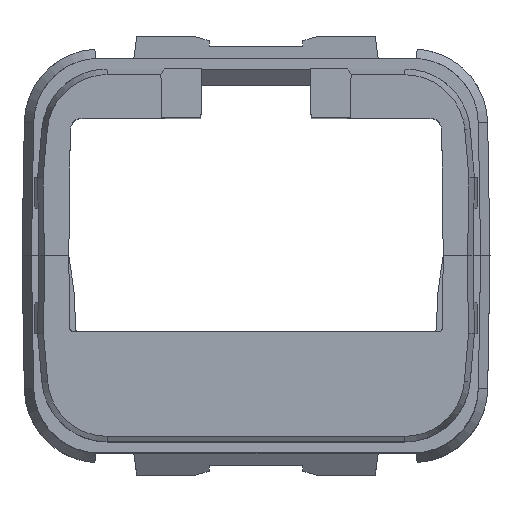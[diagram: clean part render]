
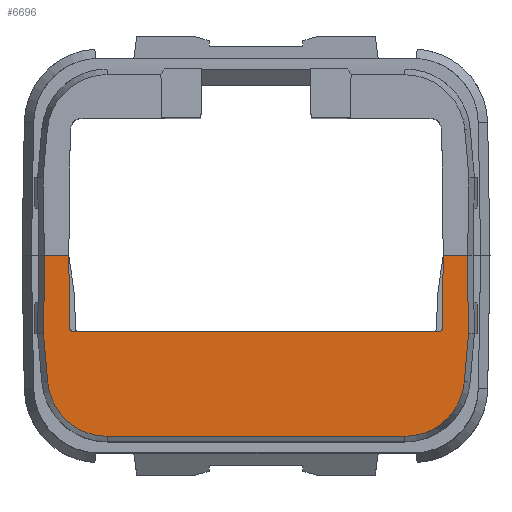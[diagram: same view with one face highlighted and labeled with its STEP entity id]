
A CAD part, top view. The second image highlights one B-rep face of the part: STEP entity #6696.
In plain terms, the highlighted planar face has unit normal (0, -0.018, 1).
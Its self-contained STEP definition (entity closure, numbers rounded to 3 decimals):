
#1614=DIRECTION('',(-0.017,-1.,-0.017));
#1615=VECTOR('',#1614,2.506);
#1616=CARTESIAN_POINT('',(-6.769,0.,4.18));
#1617=LINE('',#1616,#1615);
#1618=DIRECTION('',(1.,0.,0.));
#1619=VECTOR('',#1618,0.769);
#1620=CARTESIAN_POINT('',(-6.769,0.,4.18));
#1621=LINE('',#1620,#1619);
#1622=DIRECTION('',(-0.01,1.,0.017));
#1623=VECTOR('',#1622,2.322);
#1624=CARTESIAN_POINT('',(-5.977,-2.321,
4.139));
#1625=LINE('',#1624,#1623);
#1626=DIRECTION('',(-1.,0.,0.));
#1627=VECTOR('',#1626,11.694);
#1628=CARTESIAN_POINT('',(5.847,-2.45,4.137));
#1629=LINE('',#1628,#1627);
#1630=DIRECTION('',(-0.01,-1.,-0.017));
#1631=VECTOR('',#1630,2.322);
#1632=CARTESIAN_POINT('',(5.999,0.,4.18));
#1633=LINE('',#1632,#1631);
#1634=DIRECTION('',(1.,0.,0.));
#1635=VECTOR('',#1634,0.769);
#1636=CARTESIAN_POINT('',(5.999,0.,4.18));
#1637=LINE('',#1636,#1635);
#1638=DIRECTION('',(-0.017,1.,0.017));
#1639=VECTOR('',#1638,2.506);
#1640=CARTESIAN_POINT('',(6.813,-2.506,4.136));
#1641=LINE('',#1640,#1639);
#1642=DIRECTION('',(0.087,0.996,0.017));
#1643=VECTOR('',#1642,1.554);
#1644=CARTESIAN_POINT('',(6.677,-4.054,4.109));
#1645=LINE('',#1644,#1643);
#1646=CARTESIAN_POINT('',(4.772,-5.8,4.079));
#1647=CARTESIAN_POINT('',(4.89,-5.8,4.079));
#1648=CARTESIAN_POINT('',(5.126,-5.778,4.079));
#1649=CARTESIAN_POINT('',(5.469,-5.68,4.081));
#1650=CARTESIAN_POINT('',(5.788,-5.521,4.084));
#1651=CARTESIAN_POINT('',(6.071,-5.305,4.087));
#1652=CARTESIAN_POINT('',(6.311,-5.041,4.092));
#1653=CARTESIAN_POINT('',(6.497,-4.738,4.097));
#1654=CARTESIAN_POINT('',(6.624,-4.405,4.103));
#1655=CARTESIAN_POINT('',(6.667,-4.172,4.107));
#1656=CARTESIAN_POINT('',(6.677,-4.054,4.109));
#1658=DIRECTION('',(1.,0.,0.));
#1659=VECTOR('',#1658,9.543);
#1660=CARTESIAN_POINT('',(-4.772,-5.8,
4.079));
#1661=LINE('',#1660,#1659);
#1662=CARTESIAN_POINT('',(-6.677,-4.054,
4.109));
#1663=CARTESIAN_POINT('',(-6.667,-4.172,
4.107));
#1664=CARTESIAN_POINT('',(-6.624,-4.405,
4.103));
#1665=CARTESIAN_POINT('',(-6.497,-4.738,
4.097));
#1666=CARTESIAN_POINT('',(-6.31,-5.042,
4.092));
#1667=CARTESIAN_POINT('',(-6.071,-5.306,
4.087));
#1668=CARTESIAN_POINT('',(-5.787,-5.521,
4.084));
#1669=CARTESIAN_POINT('',(-5.468,-5.68,
4.081));
#1670=CARTESIAN_POINT('',(-5.126,-5.778,
4.079));
#1671=CARTESIAN_POINT('',(-4.89,-5.8,
4.079));
#1672=CARTESIAN_POINT('',(-4.772,-5.8,
4.079));
#1674=DIRECTION('',(0.087,-0.996,-0.017));
#1675=VECTOR('',#1674,1.554);
#1676=CARTESIAN_POINT('',(-6.813,-2.506,
4.136));
#1677=LINE('',#1676,#1675);
#3258=CARTESIAN_POINT('',(-5.847,-2.45,4.137));
#3259=CARTESIAN_POINT('',(-5.858,-2.45,4.137));
#3260=CARTESIAN_POINT('',(-5.877,-2.447,
4.137));
#3261=CARTESIAN_POINT('',(-5.909,-2.436,
4.137));
#3262=CARTESIAN_POINT('',(-5.94,-2.414,
4.138));
#3263=CARTESIAN_POINT('',(-5.963,-2.383,
4.138));
#3264=CARTESIAN_POINT('',(-5.974,-2.351,
4.139));
#3265=CARTESIAN_POINT('',(-5.977,-2.332,
4.139));
#3266=CARTESIAN_POINT('',(-5.977,-2.321,
4.139));
#3336=CARTESIAN_POINT('',(5.977,-2.321,4.139));
#3337=CARTESIAN_POINT('',(5.977,-2.332,4.139));
#3338=CARTESIAN_POINT('',(5.974,-2.351,4.139));
#3339=CARTESIAN_POINT('',(5.963,-2.383,4.138));
#3340=CARTESIAN_POINT('',(5.94,-2.414,4.138));
#3341=CARTESIAN_POINT('',(5.909,-2.436,4.137));
#3342=CARTESIAN_POINT('',(5.877,-2.447,4.137));
#3343=CARTESIAN_POINT('',(5.858,-2.45,4.137));
#3344=CARTESIAN_POINT('',(5.847,-2.45,4.137));
#4073=CARTESIAN_POINT('',(-5.977,-2.321,
4.139));
#4074=VERTEX_POINT('',#4073);
#4075=CARTESIAN_POINT('',(-5.847,-2.45,4.137));
#4076=VERTEX_POINT('',#4075);
#4077=CARTESIAN_POINT('',(5.847,-2.45,4.137));
#4078=VERTEX_POINT('',#4077);
#4079=CARTESIAN_POINT('',(5.977,-2.321,4.139));
#4080=VERTEX_POINT('',#4079);
#4081=CARTESIAN_POINT('',(5.999,0.,4.18));
#4082=VERTEX_POINT('',#4081);
#4083=CARTESIAN_POINT('',(-5.999,0.,4.18));
#4084=VERTEX_POINT('',#4083);
#4110=CARTESIAN_POINT('',(-6.769,0.,4.18));
#4112=VERTEX_POINT('',#4110);
#4113=CARTESIAN_POINT('',(-6.813,-2.506,
4.136));
#4114=VERTEX_POINT('',#4113);
#4121=CARTESIAN_POINT('',(6.677,-4.054,4.109));
#4122=CARTESIAN_POINT('',(6.813,-2.506,4.136));
#4123=VERTEX_POINT('',#4121);
#4124=VERTEX_POINT('',#4122);
#4125=VERTEX_POINT('',#1646);
#4127=CARTESIAN_POINT('',(-4.772,-5.8,
4.079));
#4128=VERTEX_POINT('',#4127);
#4131=VERTEX_POINT('',#1662);
#4133=CARTESIAN_POINT('',(6.769,0.,4.18));
#4135=VERTEX_POINT('',#4133);
#6665=CARTESIAN_POINT('',(-7.331,0.,4.18));
#6666=DIRECTION('',(0.,0.017,-1.));
#6667=DIRECTION('',(1.,0.,0.));
#6668=AXIS2_PLACEMENT_3D('',#6665,#6666,#6667);
#6669=PLANE('',#6668);
#6671=ORIENTED_EDGE('',*,*,#6670,.F.);
#6673=ORIENTED_EDGE('',*,*,#6672,.T.);
#6674=ORIENTED_EDGE('',*,*,#5393,.F.);
#6676=ORIENTED_EDGE('',*,*,#6675,.F.);
#6678=ORIENTED_EDGE('',*,*,#6677,.F.);
#6680=ORIENTED_EDGE('',*,*,#6679,.F.);
#6681=ORIENTED_EDGE('',*,*,#5448,.F.);
#6683=ORIENTED_EDGE('',*,*,#6682,.T.);
#6685=ORIENTED_EDGE('',*,*,#6684,.F.);
#6686=ORIENTED_EDGE('',*,*,#6603,.F.);
#6687=ORIENTED_EDGE('',*,*,#6655,.F.);
#6689=ORIENTED_EDGE('',*,*,#6688,.F.);
#6691=ORIENTED_EDGE('',*,*,#6690,.F.);
#6693=ORIENTED_EDGE('',*,*,#6692,.F.);
#6694=EDGE_LOOP('',(#6671,#6673,#6674,#6676,#6678,#6680,#6681,#6683,#6685,#6686,
#6687,#6689,#6691,#6693));
#6695=FACE_OUTER_BOUND('',#6694,.F.);
#6696=ADVANCED_FACE('',(#6695),#6669,.F.);
#1657=B_SPLINE_CURVE_WITH_KNOTS('',3,(#1646,#1647,#1648,#1649,#1650,#1651,#1652,
#1653,#1654,#1655,#1656),.UNSPECIFIED.,.F.,.F.,(4,1,1,1,1,1,1,1,4),(0.,
0.125,0.25,0.375,0.5,
0.625,0.75,0.875,1.),.UNSPECIFIED.);
#1673=B_SPLINE_CURVE_WITH_KNOTS('',3,(#1662,#1663,#1664,#1665,#1666,#1667,#1668,
#1669,#1670,#1671,#1672),.UNSPECIFIED.,.F.,.F.,(4,1,1,1,1,1,1,1,4),(0.,
0.125,0.25,0.375,0.5,
0.625,0.75,0.875,1.),.UNSPECIFIED.);
#3267=B_SPLINE_CURVE_WITH_KNOTS('',3,(#3258,#3259,#3260,#3261,#3262,#3263,#3264,
#3265,#3266),.UNSPECIFIED.,.F.,.F.,(4,1,1,1,1,1,4),(0.,0.125,0.25,0.5,
0.75,0.875,1.),.UNSPECIFIED.);
#3345=B_SPLINE_CURVE_WITH_KNOTS('',3,(#3336,#3337,#3338,#3339,#3340,#3341,#3342,
#3343,#3344),.UNSPECIFIED.,.F.,.F.,(4,1,1,1,1,1,4),(0.,0.125,0.25,0.5,
0.75,0.875,1.),.UNSPECIFIED.);
#5393=EDGE_CURVE('',#4074,#4084,#1625,.T.);
#5448=EDGE_CURVE('',#4082,#4080,#1633,.T.);
#6603=EDGE_CURVE('',#4123,#4124,#1645,.T.);
#6655=EDGE_CURVE('',#4125,#4123,#1657,.T.);
#6670=EDGE_CURVE('',#4112,#4114,#1617,.T.);
#6672=EDGE_CURVE('',#4112,#4084,#1621,.T.);
#6675=EDGE_CURVE('',#4076,#4074,#3267,.T.);
#6677=EDGE_CURVE('',#4078,#4076,#1629,.T.);
#6679=EDGE_CURVE('',#4080,#4078,#3345,.T.);
#6682=EDGE_CURVE('',#4082,#4135,#1637,.T.);
#6684=EDGE_CURVE('',#4124,#4135,#1641,.T.);
#6688=EDGE_CURVE('',#4128,#4125,#1661,.T.);
#6690=EDGE_CURVE('',#4131,#4128,#1673,.T.);
#6692=EDGE_CURVE('',#4114,#4131,#1677,.T.);
